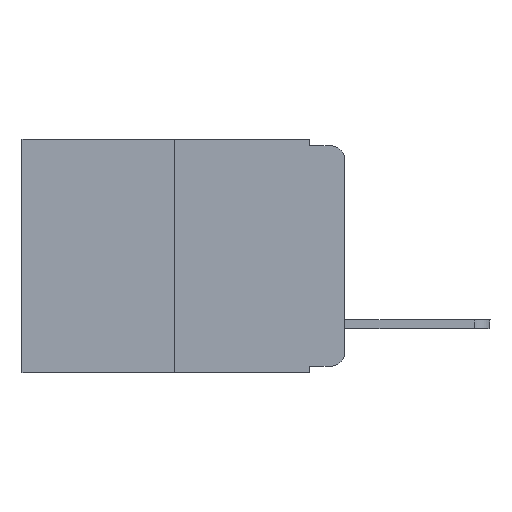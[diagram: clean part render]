
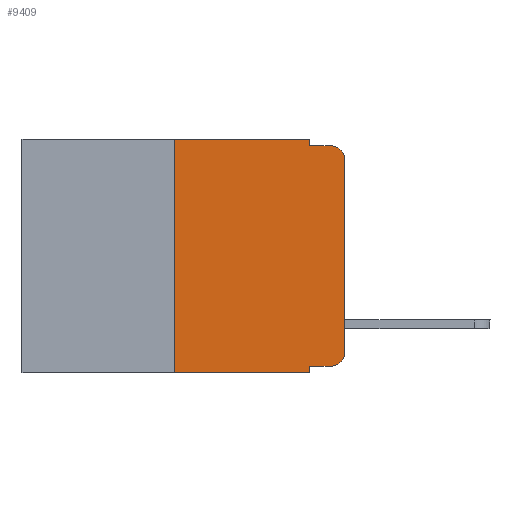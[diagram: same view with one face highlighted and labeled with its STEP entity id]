
A CAD part, left-side view. The second image highlights one B-rep face of the part: STEP entity #9409.
In plain terms, the highlighted planar face has unit normal (-1, 0, 0).
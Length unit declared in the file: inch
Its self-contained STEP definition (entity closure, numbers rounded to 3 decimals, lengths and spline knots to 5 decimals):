
#1171 = CARTESIAN_POINT ( 'NONE',  ( 0., 0.02, -0.03 ) ) ;
#1176 = DIRECTION ( 'NONE',  ( 0., -1., 0. ) ) ;
#1354 = DIRECTION ( 'NONE',  ( 0., 0., -1. ) ) ;
#1868 = VERTEX_POINT ( 'NONE', #15196 ) ;
#1876 = EDGE_CURVE ( 'NONE', #13212, #17181, #8518, .T. ) ;
#1888 = EDGE_LOOP ( 'NONE', ( #10887, #13667, #12968, #17395, #17602, #6109, #2446, #5890, #4360, #11364 ) ) ;
#1961 = FACE_OUTER_BOUND ( 'NONE', #1888, .T. ) ;
#2015 = DIRECTION ( 'NONE',  ( 0., 0., -1. ) ) ;
#2408 = DIRECTION ( 'NONE',  ( 0., 0., -1. ) ) ;
#2446 = ORIENTED_EDGE ( 'NONE', *, *, #5207, .T. ) ;
#2555 = DIRECTION ( 'NONE',  ( 0., 0., -1. ) ) ;
#2809 = EDGE_CURVE ( 'NONE', #3805, #3227, #10025, .T. ) ;
#3064 = EDGE_CURVE ( 'NONE', #3805, #8867, #15751, .T. ) ;
#3227 = VERTEX_POINT ( 'NONE', #12432 ) ;
#3418 = CARTESIAN_POINT ( 'NONE',  ( 0., 0.051, -0.01 ) ) ;
#3605 = PLANE ( 'NONE',  #12135 ) ;
#3697 = AXIS2_PLACEMENT_3D ( 'NONE', #1171, #10911, #2555 ) ;
#3714 = CARTESIAN_POINT ( 'NONE',  ( 0., 0.473, 0. ) ) ;
#3771 = DIRECTION ( 'NONE',  ( -1., 0., 0. ) ) ;
#3805 = VERTEX_POINT ( 'NONE', #12518 ) ;
#3953 = DIRECTION ( 'NONE',  ( 0., 0., -1. ) ) ;
#4097 = CIRCLE ( 'NONE', #17138, 0.02 ) ;
#4218 = EDGE_CURVE ( 'NONE', #8867, #12120, #4097, .T. ) ;
#4360 = ORIENTED_EDGE ( 'NONE', *, *, #3064, .T. ) ;
#5178 = EDGE_CURVE ( 'NONE', #6864, #13861, #16534, .T. ) ;
#5207 = EDGE_CURVE ( 'NONE', #1868, #3227, #7773, .T. ) ;
#5358 = CARTESIAN_POINT ( 'NONE',  ( 0., 0.25, 0. ) ) ;
#5383 = VECTOR ( 'NONE', #1176, 39.37008 ) ;
#5890 = ORIENTED_EDGE ( 'NONE', *, *, #2809, .F. ) ;
#6109 = ORIENTED_EDGE ( 'NONE', *, *, #12372, .F. ) ;
#6539 = DIRECTION ( 'NONE',  ( 1., 0., 0. ) ) ;
#6637 = DIRECTION ( 'NONE',  ( 0., -1., 0. ) ) ;
#6864 = VERTEX_POINT ( 'NONE', #16726 ) ;
#6903 = LINE ( 'NONE', #10250, #11054 ) ;
#6998 = VERTEX_POINT ( 'NONE', #15501 ) ;
#7547 = EDGE_CURVE ( 'NONE', #13861, #6998, #13621, .T. ) ;
#7552 = VECTOR ( 'NONE', #12362, 39.37008 ) ;
#7773 = LINE ( 'NONE', #10859, #5383 ) ;
#7787 = CARTESIAN_POINT ( 'NONE',  ( 0., 0.051, 0. ) ) ;
#7983 = VECTOR ( 'NONE', #6637, 39.37008 ) ;
#8154 = VECTOR ( 'NONE', #10614, 39.37008 ) ;
#8518 = CIRCLE ( 'NONE', #3697, 0.02 ) ;
#8867 = VERTEX_POINT ( 'NONE', #16538 ) ;
#8916 = DIRECTION ( 'NONE',  ( 0., 0., 1. ) ) ;
#9109 = CARTESIAN_POINT ( 'NONE',  ( 0., 0., -0.313 ) ) ;
#9409 = ADVANCED_FACE ( 'NONE', ( #1961 ), #3605, .F. ) ;
#10025 = LINE ( 'NONE', #7787, #17470 ) ;
#10250 = CARTESIAN_POINT ( 'NONE',  ( 0., 0., 0. ) ) ;
#10535 = LINE ( 'NONE', #3418, #8154 ) ;
#10614 = DIRECTION ( 'NONE',  ( 0., -1., 0. ) ) ;
#10859 = CARTESIAN_POINT ( 'NONE',  ( 0., 0.473, -0.343 ) ) ;
#10887 = ORIENTED_EDGE ( 'NONE', *, *, #10921, .T. ) ;
#10911 = DIRECTION ( 'NONE',  ( -1., 0., 0. ) ) ;
#10921 = EDGE_CURVE ( 'NONE', #12120, #13212, #6903, .T. ) ;
#11054 = VECTOR ( 'NONE', #8916, 39.37008 ) ;
#11364 = ORIENTED_EDGE ( 'NONE', *, *, #4218, .T. ) ;
#11831 = VECTOR ( 'NONE', #2015, 39.37008 ) ;
#12120 = VERTEX_POINT ( 'NONE', #9109 ) ;
#12128 = LINE ( 'NONE', #5358, #7552 ) ;
#12135 = AXIS2_PLACEMENT_3D ( 'NONE', #14800, #6539, #2408 ) ;
#12362 = DIRECTION ( 'NONE',  ( 0., 0., 1. ) ) ;
#12368 = CARTESIAN_POINT ( 'NONE',  ( 0., 0.02, -0.01 ) ) ;
#12372 = EDGE_CURVE ( 'NONE', #1868, #6864, #12128, .T. ) ;
#12432 = CARTESIAN_POINT ( 'NONE',  ( 0., 0.051, -0.343 ) ) ;
#12505 = CARTESIAN_POINT ( 'NONE',  ( 0., 0.02, -0.313 ) ) ;
#12518 = CARTESIAN_POINT ( 'NONE',  ( 0., 0.051, -0.333 ) ) ;
#12968 = ORIENTED_EDGE ( 'NONE', *, *, #13772, .F. ) ;
#13212 = VERTEX_POINT ( 'NONE', #13215 ) ;
#13215 = CARTESIAN_POINT ( 'NONE',  ( 0., 0., -0.03 ) ) ;
#13369 = CARTESIAN_POINT ( 'NONE',  ( 0., 0.051, 0. ) ) ;
#13621 = LINE ( 'NONE', #14699, #11831 ) ;
#13667 = ORIENTED_EDGE ( 'NONE', *, *, #1876, .T. ) ;
#13772 = EDGE_CURVE ( 'NONE', #6998, #17181, #10535, .T. ) ;
#13861 = VERTEX_POINT ( 'NONE', #13369 ) ;
#14699 = CARTESIAN_POINT ( 'NONE',  ( 0., 0.051, 0. ) ) ;
#14800 = CARTESIAN_POINT ( 'NONE',  ( 0., 0.473, 0. ) ) ;
#15196 = CARTESIAN_POINT ( 'NONE',  ( 0., 0.25, -0.343 ) ) ;
#15385 = DIRECTION ( 'NONE',  ( 0., -1., 0. ) ) ;
#15501 = CARTESIAN_POINT ( 'NONE',  ( 0., 0.051, -0.01 ) ) ;
#15751 = LINE ( 'NONE', #16267, #16181 ) ;
#16181 = VECTOR ( 'NONE', #15385, 39.37008 ) ;
#16267 = CARTESIAN_POINT ( 'NONE',  ( 0., 0.051, -0.333 ) ) ;
#16534 = LINE ( 'NONE', #3714, #7983 ) ;
#16538 = CARTESIAN_POINT ( 'NONE',  ( 0., 0.02, -0.333 ) ) ;
#16726 = CARTESIAN_POINT ( 'NONE',  ( 0., 0.25, 0. ) ) ;
#17138 = AXIS2_PLACEMENT_3D ( 'NONE', #12505, #3771, #1354 ) ;
#17181 = VERTEX_POINT ( 'NONE', #12368 ) ;
#17395 = ORIENTED_EDGE ( 'NONE', *, *, #7547, .F. ) ;
#17470 = VECTOR ( 'NONE', #3953, 39.37008 ) ;
#17602 = ORIENTED_EDGE ( 'NONE', *, *, #5178, .F. ) ;
